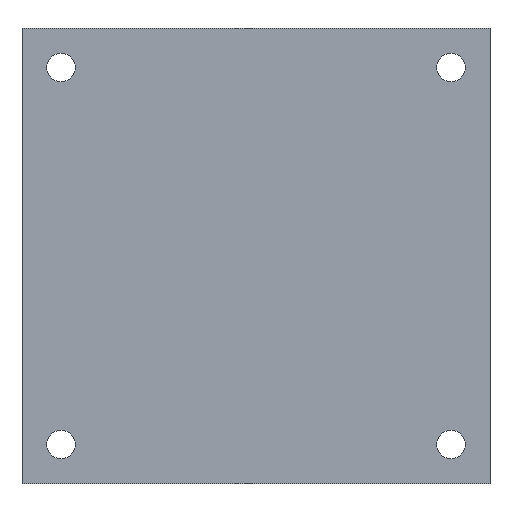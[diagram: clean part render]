
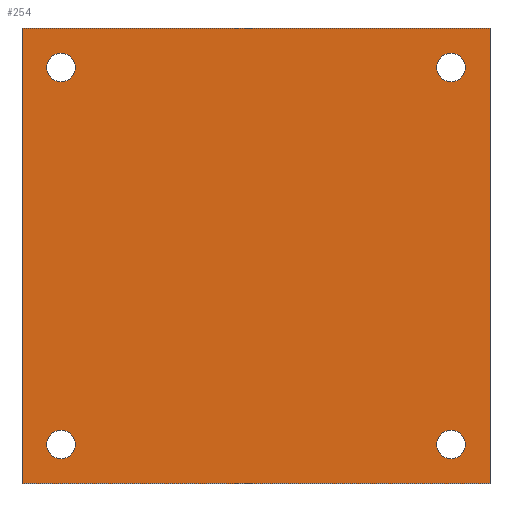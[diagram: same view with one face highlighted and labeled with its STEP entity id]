
A CAD part, front view. The second image highlights one B-rep face of the part: STEP entity #254.
In plain terms, the highlighted planar face has unit normal (0, -1, 0).
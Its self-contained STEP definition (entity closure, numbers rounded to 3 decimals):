
#82 = AXIS2_PLACEMENT_3D ( 'NONE', #4796, #965, #3245 ) ;
#99 = AXIS2_PLACEMENT_3D ( 'NONE', #1491, #4144, #795 ) ;
#114 = DIRECTION ( 'NONE',  ( 0., 1., 0. ) ) ;
#151 = ORIENTED_EDGE ( 'NONE', *, *, #4037, .F. ) ;
#157 = ORIENTED_EDGE ( 'NONE', *, *, #3377, .T. ) ;
#216 = VERTEX_POINT ( 'NONE', #1532 ) ;
#254 = ADVANCED_FACE ( 'NONE', ( #1895, #4781, #1721, #847, #307 ), #1951, .F. ) ;
#301 = DIRECTION ( 'NONE',  ( 0., 1., 0. ) ) ;
#307 = FACE_OUTER_BOUND ( 'NONE', #2850, .T. ) ;
#359 = ORIENTED_EDGE ( 'NONE', *, *, #2549, .T. ) ;
#441 = CIRCLE ( 'NONE', #4611, 2.2 ) ;
#480 = AXIS2_PLACEMENT_3D ( 'NONE', #4875, #2985, #3329 ) ;
#553 = VECTOR ( 'NONE', #4076, 1000. ) ;
#603 = LINE ( 'NONE', #2926, #553 ) ;
#691 = DIRECTION ( 'NONE',  ( 0., 0., 1. ) ) ;
#719 = CIRCLE ( 'NONE', #2864, 2.2 ) ;
#721 = VERTEX_POINT ( 'NONE', #1068 ) ;
#731 = DIRECTION ( 'NONE',  ( 0., 1., 0. ) ) ;
#743 = CARTESIAN_POINT ( 'NONE',  ( 72., 0., 70. ) ) ;
#770 = DIRECTION ( 'NONE',  ( 0., 1., 0. ) ) ;
#795 = DIRECTION ( 'NONE',  ( 0., 0., 1. ) ) ;
#847 = FACE_BOUND ( 'NONE', #3197, .T. ) ;
#965 = DIRECTION ( 'NONE',  ( 0., 1., 0. ) ) ;
#969 = EDGE_CURVE ( 'NONE', #3151, #3307, #1575, .T. ) ;
#975 = CIRCLE ( 'NONE', #480, 2.2 ) ;
#1044 = VERTEX_POINT ( 'NONE', #1303 ) ;
#1068 = CARTESIAN_POINT ( 'NONE',  ( 0., 0., 70. ) ) ;
#1115 = CARTESIAN_POINT ( 'NONE',  ( 66., 0., 6. ) ) ;
#1244 = AXIS2_PLACEMENT_3D ( 'NONE', #3792, #770, #2295 ) ;
#1303 = CARTESIAN_POINT ( 'NONE',  ( 0., 0., 0. ) ) ;
#1311 = CARTESIAN_POINT ( 'NONE',  ( 6., 0., 3.8 ) ) ;
#1357 = ORIENTED_EDGE ( 'NONE', *, *, #2667, .T. ) ;
#1461 = VERTEX_POINT ( 'NONE', #3784 ) ;
#1462 = EDGE_CURVE ( 'NONE', #216, #2899, #441, .T. ) ;
#1472 = LINE ( 'NONE', #2709, #4532 ) ;
#1490 = CARTESIAN_POINT ( 'NONE',  ( 6., 0., 64. ) ) ;
#1491 = CARTESIAN_POINT ( 'NONE',  ( 6., 0., 6. ) ) ;
#1527 = EDGE_LOOP ( 'NONE', ( #2595, #4198 ) ) ;
#1532 = CARTESIAN_POINT ( 'NONE',  ( 6., 0., 66.2 ) ) ;
#1558 = VERTEX_POINT ( 'NONE', #4383 ) ;
#1575 = CIRCLE ( 'NONE', #82, 2.2 ) ;
#1588 = CARTESIAN_POINT ( 'NONE',  ( 66., 0., 6. ) ) ;
#1595 = CARTESIAN_POINT ( 'NONE',  ( 66., 0., 64. ) ) ;
#1616 = VERTEX_POINT ( 'NONE', #1703 ) ;
#1703 = CARTESIAN_POINT ( 'NONE',  ( 72., 0., 0. ) ) ;
#1721 = FACE_BOUND ( 'NONE', #1527, .T. ) ;
#1870 = EDGE_CURVE ( 'NONE', #2899, #216, #975, .T. ) ;
#1895 = FACE_BOUND ( 'NONE', #3427, .T. ) ;
#1951 = PLANE ( 'NONE',  #1244 ) ;
#1980 = DIRECTION ( 'NONE',  ( 0., 0., 1. ) ) ;
#2037 = DIRECTION ( 'NONE',  ( 0., 0., 1. ) ) ;
#2061 = AXIS2_PLACEMENT_3D ( 'NONE', #1595, #4691, #2037 ) ;
#2136 = CIRCLE ( 'NONE', #99, 2.2 ) ;
#2175 = ORIENTED_EDGE ( 'NONE', *, *, #1870, .T. ) ;
#2190 = ORIENTED_EDGE ( 'NONE', *, *, #3520, .F. ) ;
#2260 = VECTOR ( 'NONE', #3381, 1000. ) ;
#2294 = DIRECTION ( 'NONE',  ( 1., 0., 0. ) ) ;
#2295 = DIRECTION ( 'NONE',  ( 0., 0., 1. ) ) ;
#2423 = CARTESIAN_POINT ( 'NONE',  ( 6., 0., 8.2 ) ) ;
#2487 = VECTOR ( 'NONE', #3293, 1000. ) ;
#2549 = EDGE_CURVE ( 'NONE', #3863, #1558, #3276, .T. ) ;
#2592 = CARTESIAN_POINT ( 'NONE',  ( 66., 0., 61.8 ) ) ;
#2595 = ORIENTED_EDGE ( 'NONE', *, *, #969, .T. ) ;
#2666 = DIRECTION ( 'NONE',  ( 0., 0., 1. ) ) ;
#2667 = EDGE_CURVE ( 'NONE', #1044, #1616, #1472, .T. ) ;
#2709 = CARTESIAN_POINT ( 'NONE',  ( 0., 0., 0. ) ) ;
#2850 = EDGE_LOOP ( 'NONE', ( #1357, #2190, #151, #157 ) ) ;
#2856 = AXIS2_PLACEMENT_3D ( 'NONE', #1115, #731, #4531 ) ;
#2864 = AXIS2_PLACEMENT_3D ( 'NONE', #3105, #4259, #2666 ) ;
#2899 = VERTEX_POINT ( 'NONE', #2996 ) ;
#2926 = CARTESIAN_POINT ( 'NONE',  ( 0., 0., 70. ) ) ;
#2985 = DIRECTION ( 'NONE',  ( 0., 1., 0. ) ) ;
#2996 = CARTESIAN_POINT ( 'NONE',  ( 6., 0., 61.8 ) ) ;
#3105 = CARTESIAN_POINT ( 'NONE',  ( 66., 0., 64. ) ) ;
#3151 = VERTEX_POINT ( 'NONE', #2423 ) ;
#3158 = EDGE_CURVE ( 'NONE', #4648, #4257, #4653, .T. ) ;
#3197 = EDGE_LOOP ( 'NONE', ( #3656, #2175 ) ) ;
#3222 = ORIENTED_EDGE ( 'NONE', *, *, #4221, .T. ) ;
#3245 = DIRECTION ( 'NONE',  ( 0., 0., 1. ) ) ;
#3276 = CIRCLE ( 'NONE', #2856, 2.2 ) ;
#3293 = DIRECTION ( 'NONE',  ( 1., 0., 0. ) ) ;
#3307 = VERTEX_POINT ( 'NONE', #1311 ) ;
#3329 = DIRECTION ( 'NONE',  ( 0., 0., 1. ) ) ;
#3377 = EDGE_CURVE ( 'NONE', #721, #1044, #603, .T. ) ;
#3381 = DIRECTION ( 'NONE',  ( 0., 0., -1. ) ) ;
#3427 = EDGE_LOOP ( 'NONE', ( #4304, #3948 ) ) ;
#3479 = EDGE_CURVE ( 'NONE', #3307, #3151, #2136, .T. ) ;
#3520 = EDGE_CURVE ( 'NONE', #1461, #1616, #4839, .T. ) ;
#3656 = ORIENTED_EDGE ( 'NONE', *, *, #1462, .T. ) ;
#3784 = CARTESIAN_POINT ( 'NONE',  ( 72., 0., 70. ) ) ;
#3792 = CARTESIAN_POINT ( 'NONE',  ( 0., 0., 70. ) ) ;
#3863 = VERTEX_POINT ( 'NONE', #3865 ) ;
#3865 = CARTESIAN_POINT ( 'NONE',  ( 66., 0., 3.8 ) ) ;
#3948 = ORIENTED_EDGE ( 'NONE', *, *, #3158, .T. ) ;
#4037 = EDGE_CURVE ( 'NONE', #721, #1461, #4956, .T. ) ;
#4076 = DIRECTION ( 'NONE',  ( 0., 0., -1. ) ) ;
#4114 = EDGE_CURVE ( 'NONE', #4257, #4648, #719, .T. ) ;
#4144 = DIRECTION ( 'NONE',  ( 0., 1., 0. ) ) ;
#4198 = ORIENTED_EDGE ( 'NONE', *, *, #3479, .T. ) ;
#4221 = EDGE_CURVE ( 'NONE', #1558, #3863, #4713, .T. ) ;
#4257 = VERTEX_POINT ( 'NONE', #4684 ) ;
#4259 = DIRECTION ( 'NONE',  ( 0., 1., 0. ) ) ;
#4304 = ORIENTED_EDGE ( 'NONE', *, *, #4114, .T. ) ;
#4329 = EDGE_LOOP ( 'NONE', ( #3222, #359 ) ) ;
#4383 = CARTESIAN_POINT ( 'NONE',  ( 66., 0., 8.2 ) ) ;
#4453 = CARTESIAN_POINT ( 'NONE',  ( 0., 0., 70. ) ) ;
#4501 = AXIS2_PLACEMENT_3D ( 'NONE', #1588, #114, #1980 ) ;
#4531 = DIRECTION ( 'NONE',  ( 0., 0., 1. ) ) ;
#4532 = VECTOR ( 'NONE', #2294, 1000. ) ;
#4611 = AXIS2_PLACEMENT_3D ( 'NONE', #1490, #301, #691 ) ;
#4648 = VERTEX_POINT ( 'NONE', #2592 ) ;
#4653 = CIRCLE ( 'NONE', #2061, 2.2 ) ;
#4684 = CARTESIAN_POINT ( 'NONE',  ( 66., 0., 66.2 ) ) ;
#4691 = DIRECTION ( 'NONE',  ( 0., 1., 0. ) ) ;
#4713 = CIRCLE ( 'NONE', #4501, 2.2 ) ;
#4781 = FACE_BOUND ( 'NONE', #4329, .T. ) ;
#4796 = CARTESIAN_POINT ( 'NONE',  ( 6., 0., 6. ) ) ;
#4839 = LINE ( 'NONE', #743, #2260 ) ;
#4875 = CARTESIAN_POINT ( 'NONE',  ( 6., 0., 64. ) ) ;
#4956 = LINE ( 'NONE', #4453, #2487 ) ;
